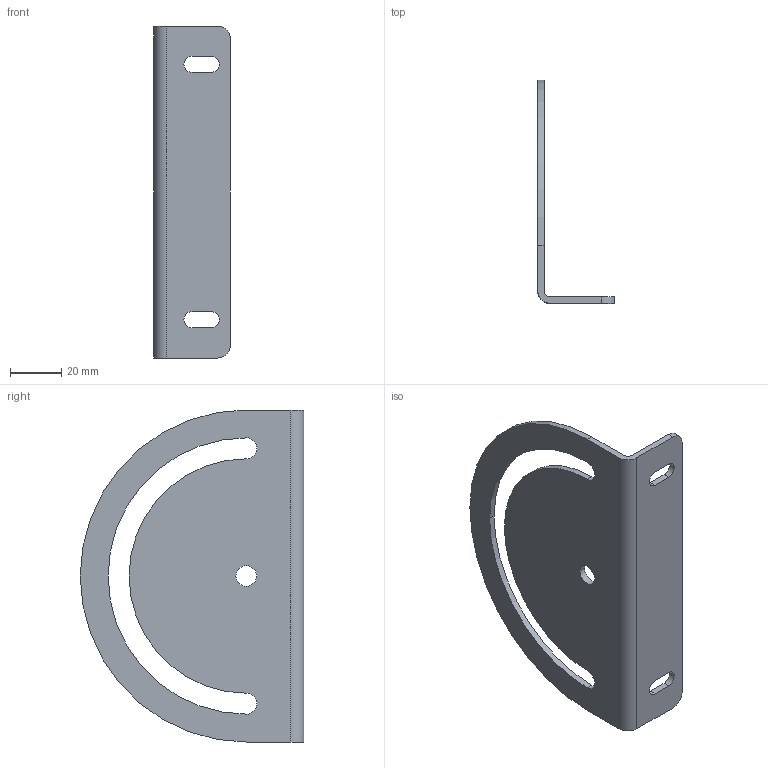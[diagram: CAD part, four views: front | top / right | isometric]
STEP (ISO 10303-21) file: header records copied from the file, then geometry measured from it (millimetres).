
FILE_DESCRIPTION(/* description */ ('Schwenkwinkel 130 Stahl'),/* implementation_level */ '2;1');
FILE_NAME(/* name */ '10723_KriTec_Schwenkwinkel_8.stp',/* time_stamp */ '2016-06-14T15:07:29+02:00',/* author */ ('Steiner'),/* organization */ (''),/* preprocessor_version */ 'ST-DEVELOPER v16.1',/* originating_system */ 'Autodesk Inventor 2016',/* authorisation */ '');
FILE_SCHEMA (('AUTOMOTIVE_DESIGN { 1 0 10303 214 3 1 1 }'));
Length unit declared in the file: millimetre
Products named in the file (1): 10723_KriTec_Schwenkwinkel_8
Bounding box: 30 x 87.5 x 130 mm (x, y, z)
Volume: 28418.5 mm3; surface area: 24888.9 mm2
Topology: 1 solids, 1 shells, 29 faces, 81 edges, 54 vertices
Faces by surface type: cylinder 18, plane 11
Entity records: 1027 total; most frequent: DIRECTION 177, CARTESIAN_POINT 165, ORIENTED_EDGE 162, EDGE_CURVE 81, AXIS2_PLACEMENT_3D 66, VERTEX_POINT 54, LINE 45, VECTOR 45
